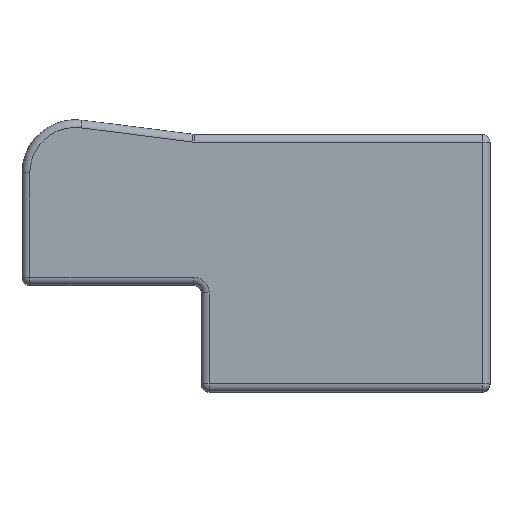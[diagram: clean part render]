
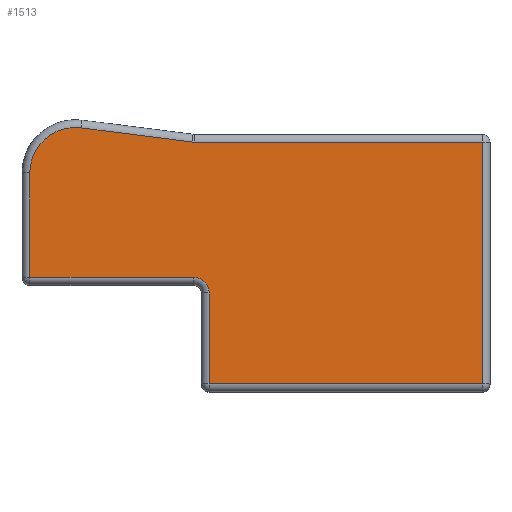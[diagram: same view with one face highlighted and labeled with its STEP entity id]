
A CAD part, top view. The second image highlights one B-rep face of the part: STEP entity #1513.
In plain terms, the highlighted planar face has unit normal (0, 0, 1).
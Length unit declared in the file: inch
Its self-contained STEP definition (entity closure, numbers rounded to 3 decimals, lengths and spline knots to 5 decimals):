
#506=DIRECTION('',(0.,1.,0.));
#507=VECTOR('',#506,93.);
#508=CARTESIAN_POINT('',(177.,3.,55.15));
#509=LINE('',#508,#507);
#513=DIRECTION('',(1.,0.,0.));
#514=VECTOR('',#513,105.);
#515=CARTESIAN_POINT('',(72.,3.,55.15));
#516=LINE('',#515,#514);
#520=DIRECTION('',(0.,-1.,0.));
#521=VECTOR('',#520,35.);
#522=CARTESIAN_POINT('',(72.,38.,55.15));
#523=LINE('',#522,#521);
#527=CARTESIAN_POINT('',(66.,38.,55.15));
#528=DIRECTION('',(0.,0.,1.));
#529=DIRECTION('',(1.,0.,0.));
#530=AXIS2_PLACEMENT_3D('',#527,#528,#529);
#535=DIRECTION('',(1.,0.,0.));
#536=VECTOR('',#535,63.);
#537=CARTESIAN_POINT('',(3.,44.,55.15));
#538=LINE('',#537,#536);
#542=DIRECTION('',(0.,-1.,0.));
#543=VECTOR('',#542,40.20052);
#544=CARTESIAN_POINT('',(3.,84.20052,55.15));
#545=LINE('',#544,#543);
#549=CARTESIAN_POINT('',(20.46536,84.20052,55.15));
#550=DIRECTION('',(0.,0.,1.));
#551=DIRECTION('',(0.127,0.992,0.));
#552=AXIS2_PLACEMENT_3D('',#549,#550,#551);
#557=DIRECTION('',(-0.992,0.127,0.));
#558=VECTOR('',#557,43.09369);
#559=CARTESIAN_POINT('',(65.42898,96.04863,55.15));
#560=LINE('',#559,#558);
#564=CARTESIAN_POINT('',(66.19137,102.,55.15));
#565=DIRECTION('',(0.,0.,1.));
#566=DIRECTION('',(-0.127,-0.992,0.));
#567=AXIS2_PLACEMENT_3D('',#564,#565,#566);
#572=DIRECTION('',(-1.,0.,0.));
#573=VECTOR('',#572,110.80863);
#574=CARTESIAN_POINT('',(177.,96.,55.15));
#575=LINE('',#574,#573);
#888=CARTESIAN_POINT('',(177.,3.,55.15));
#889=CARTESIAN_POINT('',(177.,96.,55.15));
#890=VERTEX_POINT('',#888);
#891=VERTEX_POINT('',#889);
#900=CARTESIAN_POINT('',(66.19137,96.,55.15));
#901=VERTEX_POINT('',#900);
#912=CARTESIAN_POINT('',(3.,84.20052,55.15));
#913=CARTESIAN_POINT('',(3.,44.,55.15));
#914=VERTEX_POINT('',#912);
#915=VERTEX_POINT('',#913);
#916=CARTESIAN_POINT('',(22.68459,101.52432,55.15));
#917=VERTEX_POINT('',#916);
#920=CARTESIAN_POINT('',(65.42898,96.04863,55.15));
#921=VERTEX_POINT('',#920);
#926=CARTESIAN_POINT('',(66.,44.,55.15));
#927=VERTEX_POINT('',#926);
#970=CARTESIAN_POINT('',(72.,38.,55.15));
#971=CARTESIAN_POINT('',(72.,3.,55.15));
#972=VERTEX_POINT('',#970);
#973=VERTEX_POINT('',#971);
#1491=CARTESIAN_POINT('',(0.,0.,55.15));
#1492=DIRECTION('',(0.,0.,1.));
#1493=DIRECTION('',(1.,0.,0.));
#1494=AXIS2_PLACEMENT_3D('',#1491,#1492,#1493);
#1495=PLANE('',#1494);
#1496=ORIENTED_EDGE('',*,*,#1266,.F.);
#1497=ORIENTED_EDGE('',*,*,#1293,.F.);
#1499=ORIENTED_EDGE('',*,*,#1498,.F.);
#1501=ORIENTED_EDGE('',*,*,#1500,.T.);
#1502=ORIENTED_EDGE('',*,*,#1415,.F.);
#1503=ORIENTED_EDGE('',*,*,#1470,.F.);
#1504=ORIENTED_EDGE('',*,*,#1481,.F.);
#1506=ORIENTED_EDGE('',*,*,#1505,.F.);
#1508=ORIENTED_EDGE('',*,*,#1507,.T.);
#1510=ORIENTED_EDGE('',*,*,#1509,.F.);
#1511=EDGE_LOOP('',(#1496,#1497,#1499,#1501,#1502,#1503,#1504,#1506,#1508,
#1510));
#1512=FACE_OUTER_BOUND('',#1511,.F.);
#1513=ADVANCED_FACE('',(#1512),#1495,.T.);
#531=CIRCLE('',#530,5.99998);
#553=CIRCLE('',#552,17.46536);
#568=CIRCLE('',#567,6.);
#1266=EDGE_CURVE('',#890,#891,#509,.T.);
#1293=EDGE_CURVE('',#973,#890,#516,.T.);
#1415=EDGE_CURVE('',#915,#927,#538,.T.);
#1470=EDGE_CURVE('',#914,#915,#545,.T.);
#1481=EDGE_CURVE('',#917,#914,#553,.T.);
#1498=EDGE_CURVE('',#972,#973,#523,.T.);
#1500=EDGE_CURVE('',#972,#927,#531,.T.);
#1505=EDGE_CURVE('',#921,#917,#560,.T.);
#1507=EDGE_CURVE('',#921,#901,#568,.T.);
#1509=EDGE_CURVE('',#891,#901,#575,.T.);
